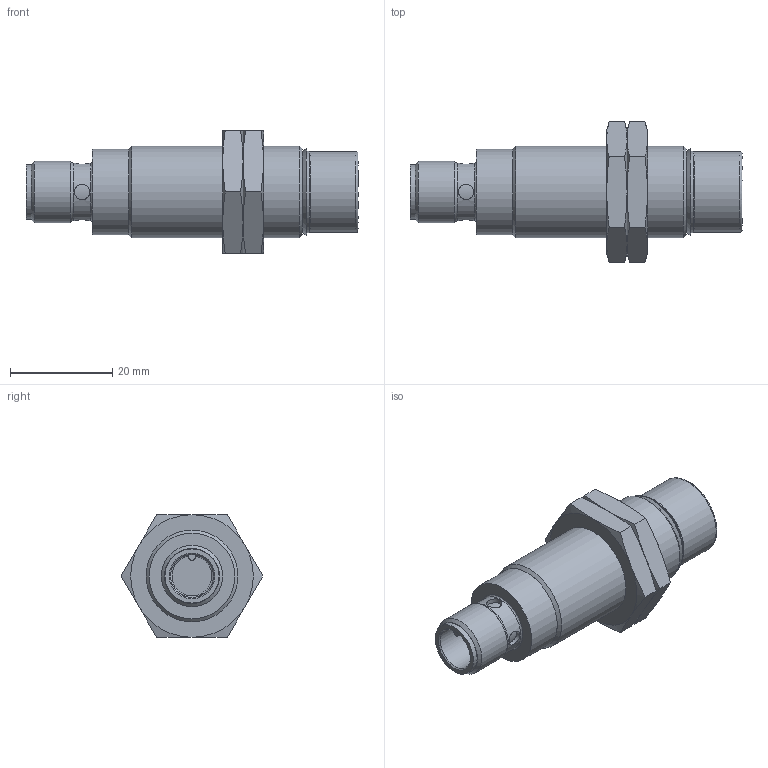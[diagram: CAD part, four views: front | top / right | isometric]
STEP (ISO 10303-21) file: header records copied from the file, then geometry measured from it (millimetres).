
FILE_DESCRIPTION (( 'STEP AP214' ), '1' );
FILE_NAME ('WKK-AP-4H.STEP', '2018-08-23T22:46:11', ( '' ), ( '' ), 'SwSTEP 2.0', 'SolidWorks 2017', '' );
FILE_SCHEMA (( 'AUTOMOTIVE_DESIGN' ));
Length unit declared in the file: inch
Products named in the file (1): WKK-AP-4H
Bounding box: 65 x 27.71 x 24 mm (x, y, z)
Volume: 15328 mm3; surface area: 6147.5 mm2
Topology: 3 solids, 3 shells, 87 faces, 191 edges, 119 vertices
Faces by surface type: cone 35, plane 27, cylinder 16, bspline 9
Full cylindrical faces by diameter (mm): 8.4 x1, 10.6 x1, 11.3 x1, 12 x1, 15.8 x1, 16 x1, 16.8 x1, 16.9 x1, 16.917 x2, 18 x1
Entity records: 3856 total; most frequent: CARTESIAN_POINT 2235, DIRECTION 296, ORIENTED_EDGE 282, EDGE_CURVE 141, AXIS2_PLACEMENT_3D 138, EDGE_LOOP 131, FACE_OUTER_BOUND 106, VERTEX_POINT 100
